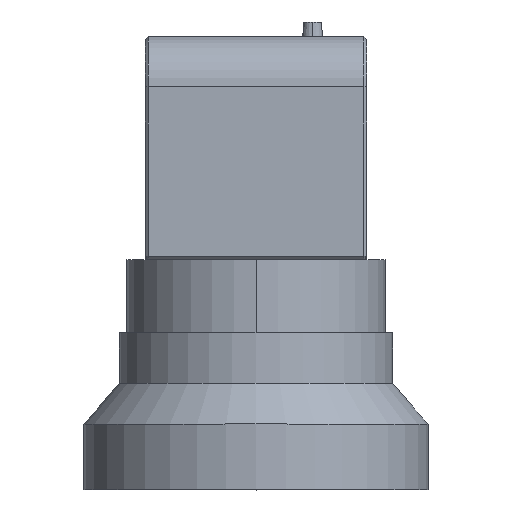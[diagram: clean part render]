
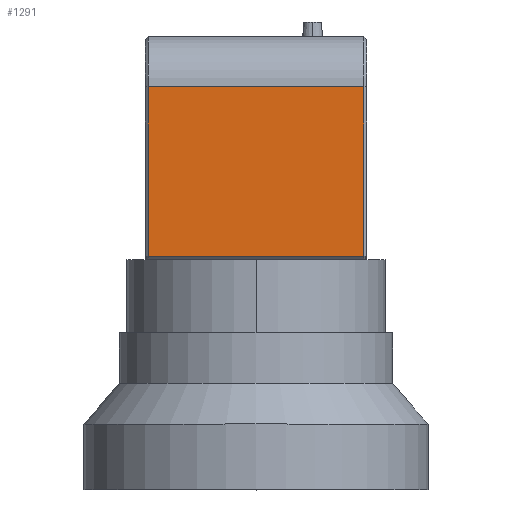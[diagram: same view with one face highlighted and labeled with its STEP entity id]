
A CAD part, top view. The second image highlights one B-rep face of the part: STEP entity #1291.
In plain terms, the highlighted planar face has unit normal (0, 0, 1).
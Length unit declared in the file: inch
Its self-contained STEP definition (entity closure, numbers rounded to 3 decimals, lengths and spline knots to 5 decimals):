
#1291 = ADVANCED_FACE ( 'NONE', ( #15571 ), #22127, .T. ) ;
#2983 = CARTESIAN_POINT ( 'NONE',  ( -32.31713, -2.69484, 6.53307 ) ) ;
#3688 = ORIENTED_EDGE ( 'NONE', *, *, #20553, .T. ) ;
#4718 = EDGE_CURVE ( 'NONE', #32546, #9361, #29143, .T. ) ;
#7166 = VECTOR ( 'NONE', #34827, 39.37008 ) ;
#9137 = EDGE_CURVE ( 'NONE', #16831, #40027, #14185, .T. ) ;
#9182 = VECTOR ( 'NONE', #31418, 39.37008 ) ;
#9361 = VERTEX_POINT ( 'NONE', #13859 ) ;
#11642 = EDGE_LOOP ( 'NONE', ( #13619, #28151, #3688, #23150 ) ) ;
#12533 = DIRECTION ( 'NONE',  ( 0., 1., 0. ) ) ;
#13619 = ORIENTED_EDGE ( 'NONE', *, *, #30621, .T. ) ;
#13859 = CARTESIAN_POINT ( 'NONE',  ( -29.36437, -0.33263, 6.53307 ) ) ;
#14185 = LINE ( 'NONE', #2983, #19331 ) ;
#14939 = CARTESIAN_POINT ( 'NONE',  ( -32.31713, -2.65547, 6.53307 ) ) ;
#15571 = FACE_OUTER_BOUND ( 'NONE', #11642, .T. ) ;
#15957 = CARTESIAN_POINT ( 'NONE',  ( -32.3565, -2.69484, 6.53307 ) ) ;
#16124 = CARTESIAN_POINT ( 'NONE',  ( -29.36437, -2.65547, 6.53307 ) ) ;
#16831 = VERTEX_POINT ( 'NONE', #39880 ) ;
#19103 = DIRECTION ( 'NONE',  ( 0., -1., 0. ) ) ;
#19331 = VECTOR ( 'NONE', #37655, 39.37008 ) ;
#20553 = EDGE_CURVE ( 'NONE', #40027, #32546, #32368, .T. ) ;
#22127 = PLANE ( 'NONE',  #25390 ) ;
#23150 = ORIENTED_EDGE ( 'NONE', *, *, #4718, .T. ) ;
#25390 = AXIS2_PLACEMENT_3D ( 'NONE', #15957, #38051, #19103 ) ;
#28151 = ORIENTED_EDGE ( 'NONE', *, *, #9137, .T. ) ;
#29143 = LINE ( 'NONE', #40844, #40553 ) ;
#30621 = EDGE_CURVE ( 'NONE', #9361, #16831, #34366, .T. ) ;
#31418 = DIRECTION ( 'NONE',  ( -1., 0., 0. ) ) ;
#31654 = CARTESIAN_POINT ( 'NONE',  ( -29.325, -2.65547, 6.53307 ) ) ;
#32368 = LINE ( 'NONE', #31654, #7166 ) ;
#32546 = VERTEX_POINT ( 'NONE', #16124 ) ;
#34366 = LINE ( 'NONE', #37785, #9182 ) ;
#34827 = DIRECTION ( 'NONE',  ( 1., 0., 0. ) ) ;
#37655 = DIRECTION ( 'NONE',  ( 0., -1., 0. ) ) ;
#37785 = CARTESIAN_POINT ( 'NONE',  ( -32.3565, -0.33263, 6.53307 ) ) ;
#38051 = DIRECTION ( 'NONE',  ( 0., 0., 1. ) ) ;
#39880 = CARTESIAN_POINT ( 'NONE',  ( -32.31713, -0.33263, 6.53307 ) ) ;
#40027 = VERTEX_POINT ( 'NONE', #14939 ) ;
#40553 = VECTOR ( 'NONE', #12533, 39.37008 ) ;
#40844 = CARTESIAN_POINT ( 'NONE',  ( -29.36437, -0.33263, 6.53307 ) ) ;
